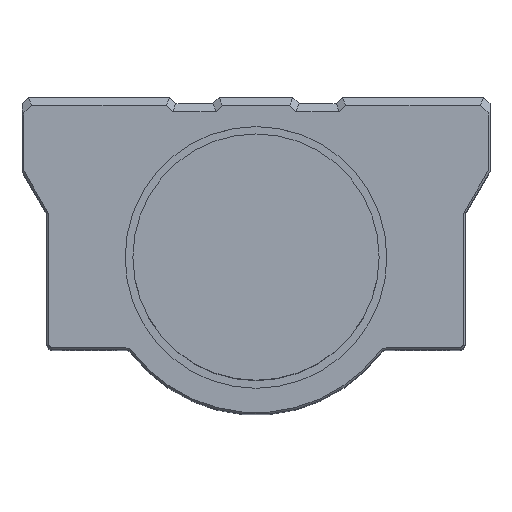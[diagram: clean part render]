
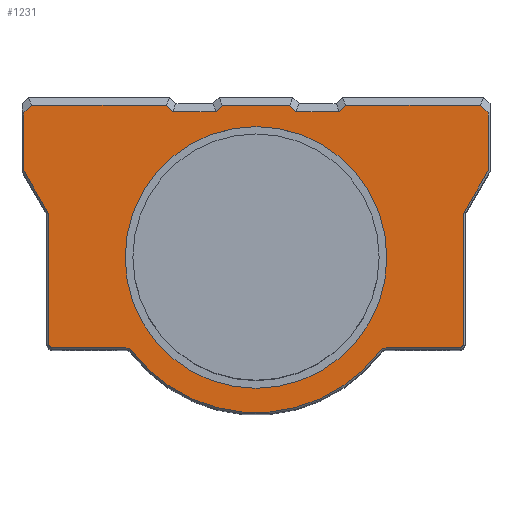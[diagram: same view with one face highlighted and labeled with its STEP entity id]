
A CAD part, top view. The second image highlights one B-rep face of the part: STEP entity #1231.
In plain terms, the highlighted planar face has unit normal (0, 0, 1).
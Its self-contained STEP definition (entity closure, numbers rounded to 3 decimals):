
#717=CARTESIAN_POINT('',(37.7,23.462,33.5));
#718=VERTEX_POINT('',#717);
#725=CARTESIAN_POINT('',(37.7,14.08,33.5));
#726=VERTEX_POINT('',#725);
#727=CARTESIAN_POINT('',(37.7,23.462,33.5));
#728=DIRECTION('',(0.0,-1.0,0.0));
#729=VECTOR('',#728,9.381);
#730=LINE('',#727,#729);
#731=EDGE_CURVE('',#718,#726,#730,.T.);
#755=CARTESIAN_POINT('',(33.7,7.152,33.5));
#756=VERTEX_POINT('',#755);
#757=CARTESIAN_POINT('',(37.7,14.08,33.5));
#758=DIRECTION('',(-0.5,-0.866,0.0));
#759=VECTOR('',#758,8.);
#760=LINE('',#757,#759);
#761=EDGE_CURVE('',#726,#756,#760,.T.);
#786=CARTESIAN_POINT('',(33.7,-14.,33.5));
#787=VERTEX_POINT('',#786);
#803=CARTESIAN_POINT('',(33.7,7.152,33.5));
#804=DIRECTION('',(0.0,-1.0,0.0));
#805=VECTOR('',#804,21.152);
#806=LINE('',#803,#805);
#807=EDGE_CURVE('',#756,#787,#806,.T.);
#817=CARTESIAN_POINT('',(33.0,-14.7,33.5));
#818=VERTEX_POINT('',#817);
#833=CARTESIAN_POINT('',(33.0,-14.,33.5));
#834=DIRECTION('',(0.0,0.0,-1.0));
#835=DIRECTION('',(0.0,-1.0,0.0));
#836=AXIS2_PLACEMENT_3D('',#833,#834,#835);
#837=CIRCLE('',#836,0.7);
#838=EDGE_CURVE('',#787,#818,#837,.T.);
#848=CARTESIAN_POINT('',(21.125,-14.7,33.5));
#849=VERTEX_POINT('',#848);
#858=CARTESIAN_POINT('',(33.0,-14.7,33.5));
#859=DIRECTION('',(-1.0,0.0,0.0));
#860=VECTOR('',#859,11.875);
#861=LINE('',#858,#860);
#862=EDGE_CURVE('',#818,#849,#861,.T.);
#872=CARTESIAN_POINT('',(20.088,-15.215,33.5));
#873=VERTEX_POINT('',#872);
#890=CARTESIAN_POINT('',(21.125,-16.,33.5));
#891=DIRECTION('',(0.0,0.0,1.0));
#892=DIRECTION('',(0.0,1.0,0.0));
#893=AXIS2_PLACEMENT_3D('',#890,#891,#892);
#894=CIRCLE('',#893,1.3);
#895=EDGE_CURVE('',#849,#873,#894,.T.);
#905=CARTESIAN_POINT('',(-20.088,-15.215,33.5));
#906=VERTEX_POINT('',#905);
#923=CARTESIAN_POINT('',(0.0,0.0,33.5));
#924=DIRECTION('',(0.0,0.0,-1.0));
#925=DIRECTION('',(-0.797,-0.604,0.0));
#926=AXIS2_PLACEMENT_3D('',#923,#924,#925);
#927=CIRCLE('',#926,25.2);
#928=EDGE_CURVE('',#873,#906,#927,.T.);
#938=CARTESIAN_POINT('',(-21.125,-14.7,33.5));
#939=VERTEX_POINT('',#938);
#954=CARTESIAN_POINT('',(-21.125,-16.,33.5));
#955=DIRECTION('',(0.0,0.0,1.0));
#956=DIRECTION('',(0.797,0.604,0.0));
#957=AXIS2_PLACEMENT_3D('',#954,#955,#956);
#958=CIRCLE('',#957,1.3);
#959=EDGE_CURVE('',#906,#939,#958,.T.);
#969=CARTESIAN_POINT('',(-33.0,-14.7,33.5));
#970=VERTEX_POINT('',#969);
#979=CARTESIAN_POINT('',(-21.125,-14.7,33.5));
#980=DIRECTION('',(-1.0,0.0,0.0));
#981=VECTOR('',#980,11.875);
#982=LINE('',#979,#981);
#983=EDGE_CURVE('',#939,#970,#982,.T.);
#993=CARTESIAN_POINT('',(-33.7,-14.,33.5));
#994=VERTEX_POINT('',#993);
#1011=CARTESIAN_POINT('',(-33.0,-14.,33.5));
#1012=DIRECTION('',(0.0,0.0,-1.0));
#1013=DIRECTION('',(-1.0,0.0,0.0));
#1014=AXIS2_PLACEMENT_3D('',#1011,#1012,#1013);
#1015=CIRCLE('',#1014,0.7);
#1016=EDGE_CURVE('',#970,#994,#1015,.T.);
#1035=CARTESIAN_POINT('',(-33.7,7.152,33.5));
#1036=VERTEX_POINT('',#1035);
#1037=CARTESIAN_POINT('',(-33.7,-14.,33.5));
#1038=DIRECTION('',(0.0,1.0,0.0));
#1039=VECTOR('',#1038,21.152);
#1040=LINE('',#1037,#1039);
#1041=EDGE_CURVE('',#994,#1036,#1040,.T.);
#1057=CARTESIAN_POINT('',(-37.7,14.08,33.5));
#1058=VERTEX_POINT('',#1057);
#1059=CARTESIAN_POINT('',(-33.7,7.152,33.5));
#1060=DIRECTION('',(-0.5,0.866,0.0));
#1061=VECTOR('',#1060,8.);
#1062=LINE('',#1059,#1061);
#1063=EDGE_CURVE('',#1036,#1058,#1062,.T.);
#1088=CARTESIAN_POINT('',(-37.7,23.462,33.5));
#1089=VERTEX_POINT('',#1088);
#1105=CARTESIAN_POINT('',(-37.7,14.08,33.5));
#1106=DIRECTION('',(0.0,1.0,0.0));
#1107=VECTOR('',#1106,9.381);
#1108=LINE('',#1105,#1107);
#1109=EDGE_CURVE('',#1058,#1089,#1108,.T.);
#1114=CARTESIAN_POINT('',(0.,4.546,33.5));
#1115=DIRECTION('',(0.0,0.0,1.0));
#1116=DIRECTION('',(1.0,0.0,0.0));
#1117=AXIS2_PLACEMENT_3D('',#1114,#1115,#1116);
#1118=PLANE('',#1117);
#1119=ORIENTED_EDGE('',*,*,#1109,.F.);
#1120=ORIENTED_EDGE('',*,*,#1063,.F.);
#1121=ORIENTED_EDGE('',*,*,#1041,.F.);
#1122=ORIENTED_EDGE('',*,*,#1016,.F.);
#1123=ORIENTED_EDGE('',*,*,#983,.F.);
#1124=ORIENTED_EDGE('',*,*,#959,.F.);
#1125=ORIENTED_EDGE('',*,*,#928,.F.);
#1126=ORIENTED_EDGE('',*,*,#895,.F.);
#1127=ORIENTED_EDGE('',*,*,#862,.F.);
#1128=ORIENTED_EDGE('',*,*,#838,.F.);
#1129=ORIENTED_EDGE('',*,*,#807,.F.);
#1130=ORIENTED_EDGE('',*,*,#761,.F.);
#1131=ORIENTED_EDGE('',*,*,#731,.F.);
#1132=CARTESIAN_POINT('',(36.462,24.7,33.5));
#1133=VERTEX_POINT('',#1132);
#1134=CARTESIAN_POINT('',(36.462,24.7,33.5));
#1135=DIRECTION('',(0.707,-0.707,0.0));
#1136=VECTOR('',#1135,1.751);
#1137=LINE('',#1134,#1136);
#1138=EDGE_CURVE('',#1133,#718,#1137,.T.);
#1139=ORIENTED_EDGE('',*,*,#1138,.F.);
#1140=CARTESIAN_POINT('',(14.538,24.7,33.5));
#1141=VERTEX_POINT('',#1140);
#1142=CARTESIAN_POINT('',(14.538,24.7,33.5));
#1143=DIRECTION('',(1.0,0.0,0.0));
#1144=VECTOR('',#1143,21.923);
#1145=LINE('',#1142,#1144);
#1146=EDGE_CURVE('',#1141,#1133,#1145,.T.);
#1147=ORIENTED_EDGE('',*,*,#1146,.F.);
#1148=CARTESIAN_POINT('',(13.538,23.7,33.5));
#1149=VERTEX_POINT('',#1148);
#1150=CARTESIAN_POINT('',(13.538,23.7,33.5));
#1151=DIRECTION('',(0.707,0.707,0.0));
#1152=VECTOR('',#1151,1.414);
#1153=LINE('',#1150,#1152);
#1154=EDGE_CURVE('',#1149,#1141,#1153,.T.);
#1155=ORIENTED_EDGE('',*,*,#1154,.F.);
#1156=CARTESIAN_POINT('',(6.462,23.7,33.5));
#1157=VERTEX_POINT('',#1156);
#1158=CARTESIAN_POINT('',(6.462,23.7,33.5));
#1159=DIRECTION('',(1.0,0.0,0.0));
#1160=VECTOR('',#1159,7.077);
#1161=LINE('',#1158,#1160);
#1162=EDGE_CURVE('',#1157,#1149,#1161,.T.);
#1163=ORIENTED_EDGE('',*,*,#1162,.F.);
#1164=CARTESIAN_POINT('',(5.462,24.7,33.5));
#1165=VERTEX_POINT('',#1164);
#1166=CARTESIAN_POINT('',(5.462,24.7,33.5));
#1167=DIRECTION('',(0.707,-0.707,0.0));
#1168=VECTOR('',#1167,1.414);
#1169=LINE('',#1166,#1168);
#1170=EDGE_CURVE('',#1165,#1157,#1169,.T.);
#1171=ORIENTED_EDGE('',*,*,#1170,.F.);
#1172=CARTESIAN_POINT('',(-5.462,24.7,33.5));
#1173=VERTEX_POINT('',#1172);
#1174=CARTESIAN_POINT('',(-5.462,24.7,33.5));
#1175=DIRECTION('',(1.0,0.0,0.0));
#1176=VECTOR('',#1175,10.923);
#1177=LINE('',#1174,#1176);
#1178=EDGE_CURVE('',#1173,#1165,#1177,.T.);
#1179=ORIENTED_EDGE('',*,*,#1178,.F.);
#1180=CARTESIAN_POINT('',(-6.462,23.7,33.5));
#1181=VERTEX_POINT('',#1180);
#1182=CARTESIAN_POINT('',(-6.462,23.7,33.5));
#1183=DIRECTION('',(0.707,0.707,0.0));
#1184=VECTOR('',#1183,1.414);
#1185=LINE('',#1182,#1184);
#1186=EDGE_CURVE('',#1181,#1173,#1185,.T.);
#1187=ORIENTED_EDGE('',*,*,#1186,.F.);
#1188=CARTESIAN_POINT('',(-13.538,23.7,33.5));
#1189=VERTEX_POINT('',#1188);
#1190=CARTESIAN_POINT('',(-13.538,23.7,33.5));
#1191=DIRECTION('',(1.0,0.0,0.0));
#1192=VECTOR('',#1191,7.077);
#1193=LINE('',#1190,#1192);
#1194=EDGE_CURVE('',#1189,#1181,#1193,.T.);
#1195=ORIENTED_EDGE('',*,*,#1194,.F.);
#1196=CARTESIAN_POINT('',(-14.538,24.7,33.5));
#1197=VERTEX_POINT('',#1196);
#1198=CARTESIAN_POINT('',(-14.538,24.7,33.5));
#1199=DIRECTION('',(0.707,-0.707,0.0));
#1200=VECTOR('',#1199,1.414);
#1201=LINE('',#1198,#1200);
#1202=EDGE_CURVE('',#1197,#1189,#1201,.T.);
#1203=ORIENTED_EDGE('',*,*,#1202,.F.);
#1204=CARTESIAN_POINT('',(-36.462,24.7,33.5));
#1205=VERTEX_POINT('',#1204);
#1206=CARTESIAN_POINT('',(-36.462,24.7,33.5));
#1207=DIRECTION('',(1.0,0.0,0.0));
#1208=VECTOR('',#1207,21.923);
#1209=LINE('',#1206,#1208);
#1210=EDGE_CURVE('',#1205,#1197,#1209,.T.);
#1211=ORIENTED_EDGE('',*,*,#1210,.F.);
#1212=CARTESIAN_POINT('',(-37.7,23.462,33.5));
#1213=DIRECTION('',(0.707,0.707,0.0));
#1214=VECTOR('',#1213,1.751);
#1215=LINE('',#1212,#1214);
#1216=EDGE_CURVE('',#1089,#1205,#1215,.T.);
#1217=ORIENTED_EDGE('',*,*,#1216,.F.);
#1218=EDGE_LOOP('',(#1119,#1120,#1121,#1122,#1123,#1124,#1125,#1126,#1127,#1128,#1129,#1130,#1131,#1139,#1147,#1155,#1163,#1171,#1179,#1187,#1195,#1203,#1211,#1217));
#1219=FACE_OUTER_BOUND('',#1218,.T.);
#1220=CARTESIAN_POINT('',(0.0,-21.25,33.5));
#1221=VERTEX_POINT('',#1220);
#1222=CARTESIAN_POINT('',(0.0,0.0,33.5));
#1223=DIRECTION('',(0.0,0.0,-1.0));
#1224=DIRECTION('',(0.0,-1.0,0.0));
#1225=AXIS2_PLACEMENT_3D('',#1222,#1223,#1224);
#1226=CIRCLE('',#1225,21.25);
#1227=EDGE_CURVE('',#1221,#1221,#1226,.T.);
#1228=ORIENTED_EDGE('',*,*,#1227,.T.);
#1229=EDGE_LOOP('',(#1228));
#1230=FACE_BOUND('',#1229,.T.);
#1231=ADVANCED_FACE('',(#1219,#1230),#1118,.T.);
